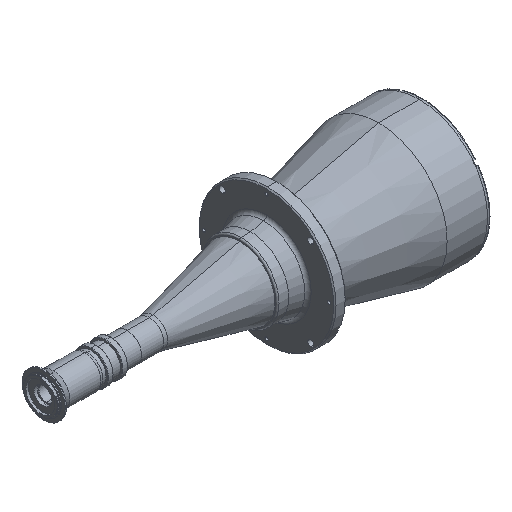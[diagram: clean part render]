
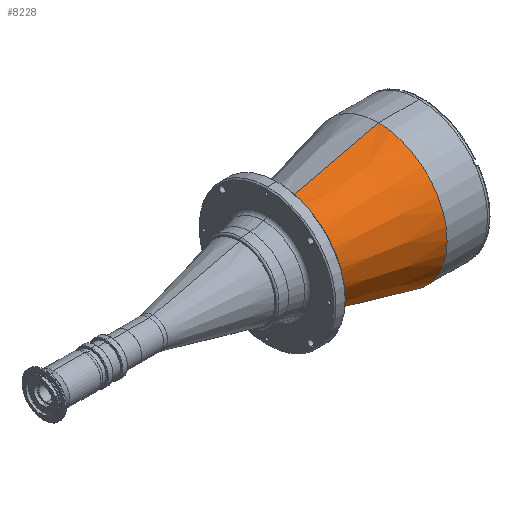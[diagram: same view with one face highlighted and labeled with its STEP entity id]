
A CAD part, isometric view. The second image highlights one B-rep face of the part: STEP entity #8228.
In plain terms, the highlighted conical face has half-angle 13.358 degrees and reference radius 50 mm.
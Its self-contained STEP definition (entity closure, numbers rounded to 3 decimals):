
#119 = VECTOR ( 'NONE', #171, 1000. ) ;
#171 = DIRECTION ( 'NONE',  ( 0.973, 0., -0.231 ) ) ;
#201 = VECTOR ( 'NONE', #686, 1000. ) ;
#684 = EDGE_LOOP ( 'NONE', ( #2976, #5926, #7254, #3195 ) ) ;
#686 = DIRECTION ( 'NONE',  ( 0.973, 0., 0.231 ) ) ;
#706 = CARTESIAN_POINT ( 'NONE',  ( 256.08, 0., 59.954 ) ) ;
#830 = VERTEX_POINT ( 'NONE', #9775 ) ;
#837 = DIRECTION ( 'NONE',  ( -1., 0., 0. ) ) ;
#1190 = AXIS2_PLACEMENT_3D ( 'NONE', #2765, #8211, #3520 ) ;
#2099 = EDGE_CURVE ( 'NONE', #5143, #830, #6184, .T. ) ;
#2560 = AXIS2_PLACEMENT_3D ( 'NONE', #5482, #837, #6278 ) ;
#2765 = CARTESIAN_POINT ( 'NONE',  ( 256.08, 0., 0. ) ) ;
#2976 = ORIENTED_EDGE ( 'NONE', *, *, #2099, .F. ) ;
#3067 = CARTESIAN_POINT ( 'NONE',  ( 214.16, 0., 50. ) ) ;
#3195 = ORIENTED_EDGE ( 'NONE', *, *, #6174, .T. ) ;
#3520 = DIRECTION ( 'NONE',  ( 0., 0., 1. ) ) ;
#3564 = EDGE_CURVE ( 'NONE', #6696, #9910, #6095, .T. ) ;
#4009 = DIRECTION ( 'NONE',  ( 0., 0., -1. ) ) ;
#4620 = DIRECTION ( 'NONE',  ( 1., 0., 0. ) ) ;
#5143 = VERTEX_POINT ( 'NONE', #706 ) ;
#5185 = AXIS2_PLACEMENT_3D ( 'NONE', #8543, #4620, #4009 ) ;
#5482 = CARTESIAN_POINT ( 'NONE',  ( 382.606, 0., 0. ) ) ;
#5926 = ORIENTED_EDGE ( 'NONE', *, *, #6742, .F. ) ;
#6095 = LINE ( 'NONE', #8780, #119 ) ;
#6174 = EDGE_CURVE ( 'NONE', #9910, #830, #7456, .T. ) ;
#6184 = LINE ( 'NONE', #3067, #201 ) ;
#6278 = DIRECTION ( 'NONE',  ( 0., 0., 1. ) ) ;
#6696 = VERTEX_POINT ( 'NONE', #8109 ) ;
#6742 = EDGE_CURVE ( 'NONE', #6696, #5143, #7647, .T. ) ;
#7222 = FACE_OUTER_BOUND ( 'NONE', #684, .T. ) ;
#7254 = ORIENTED_EDGE ( 'NONE', *, *, #3564, .T. ) ;
#7456 = CIRCLE ( 'NONE', #2560, 90. ) ;
#7647 = CIRCLE ( 'NONE', #1190, 59.954 ) ;
#8109 = CARTESIAN_POINT ( 'NONE',  ( 256.08, 0., -59.954 ) ) ;
#8211 = DIRECTION ( 'NONE',  ( -1., 0., 0. ) ) ;
#8228 = ADVANCED_FACE ( 'NONE', ( #7222 ), #8296, .T. ) ;
#8296 = CONICAL_SURFACE ( 'NONE', #5185, 50., 0.233 ) ;
#8543 = CARTESIAN_POINT ( 'NONE',  ( 214.16, 0., 0. ) ) ;
#8780 = CARTESIAN_POINT ( 'NONE',  ( 214.16, 0., -50. ) ) ;
#9549 = CARTESIAN_POINT ( 'NONE',  ( 382.606, 0., -90. ) ) ;
#9775 = CARTESIAN_POINT ( 'NONE',  ( 382.606, 0., 90. ) ) ;
#9910 = VERTEX_POINT ( 'NONE', #9549 ) ;
